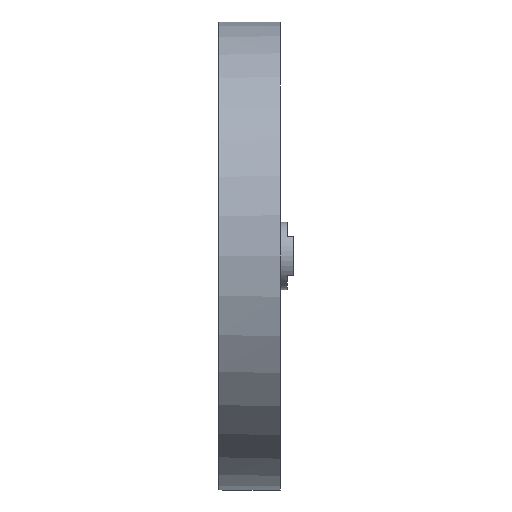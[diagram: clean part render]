
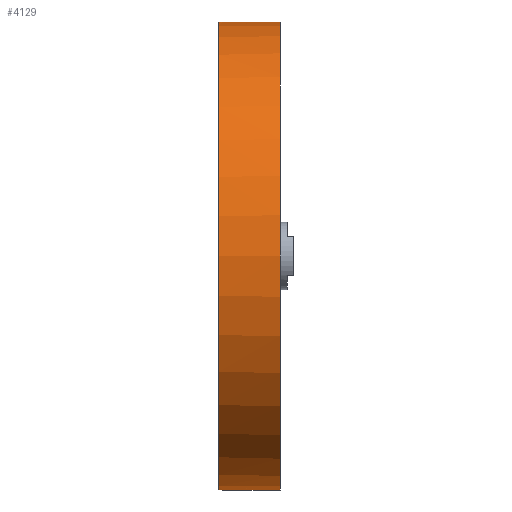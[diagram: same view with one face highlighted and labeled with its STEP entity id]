
A CAD part, left-side view. The second image highlights one B-rep face of the part: STEP entity #4129.
In plain terms, the highlighted cylindrical face has radius 57.15 mm (diameter 114.3 mm), a partial arc.
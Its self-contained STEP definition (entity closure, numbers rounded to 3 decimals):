
#16 = DIRECTION ( 'NONE',  ( 0., 0., 1. ) ) ;
#156 = CARTESIAN_POINT ( 'NONE',  ( -1., -0.132, 57.141 ) ) ;
#173 = CARTESIAN_POINT ( 'NONE',  ( -0.503, -0.874, 57.148 ) ) ;
#193 = B_SPLINE_CURVE_WITH_KNOTS ( 'NONE', 3,
 ( #3603, #156, #3956, #1871, #4300, #2230, #173, #2578, #513, #2913 ),
 .UNSPECIFIED., .F., .F.,
 ( 4, 2, 2, 2, 4 ),
 ( 0., 0., 0.001, 0.001, 0.002 ),
 .UNSPECIFIED. ) ;
#288 = FACE_OUTER_BOUND ( 'NONE', #4440, .T. ) ;
#353 = CARTESIAN_POINT ( 'NONE',  ( -1., 0., -57.141 ) ) ;
#399 = DIRECTION ( 'NONE',  ( 0., 1., 0. ) ) ;
#513 = CARTESIAN_POINT ( 'NONE',  ( -0.13, -1., 57.15 ) ) ;
#570 = VECTOR ( 'NONE', #3092, 1000. ) ;
#685 = CARTESIAN_POINT ( 'NONE',  ( 0., -15., -57.15 ) ) ;
#688 = ORIENTED_EDGE ( 'NONE', *, *, #2369, .F. ) ;
#689 = CARTESIAN_POINT ( 'NONE',  ( -1., -0.132, -57.141 ) ) ;
#722 = VECTOR ( 'NONE', #2493, 1000. ) ;
#765 = ORIENTED_EDGE ( 'NONE', *, *, #3505, .T. ) ;
#869 = ORIENTED_EDGE ( 'NONE', *, *, #1531, .T. ) ;
#926 = DIRECTION ( 'NONE',  ( 0., 0., 1. ) ) ;
#942 = CARTESIAN_POINT ( 'NONE',  ( 0., -15., 0. ) ) ;
#1035 = CARTESIAN_POINT ( 'NONE',  ( -0.874, -0.504, -57.143 ) ) ;
#1097 = CIRCLE ( 'NONE', #3211, 57.15 ) ;
#1227 = ORIENTED_EDGE ( 'NONE', *, *, #1608, .F. ) ;
#1294 = DIRECTION ( 'NONE',  ( 0., 1., 0. ) ) ;
#1295 = VERTEX_POINT ( 'NONE', #1409 ) ;
#1386 = CARTESIAN_POINT ( 'NONE',  ( -0.615, -0.8, -57.147 ) ) ;
#1409 = CARTESIAN_POINT ( 'NONE',  ( -1., 0., 57.141 ) ) ;
#1531 = EDGE_CURVE ( 'NONE', #2597, #2055, #3079, .T. ) ;
#1589 = LINE ( 'NONE', #685, #570 ) ;
#1608 = EDGE_CURVE ( 'NONE', #2597, #1295, #3284, .T. ) ;
#1720 = CARTESIAN_POINT ( 'NONE',  ( -0.262, -0.974, -57.15 ) ) ;
#1762 = ORIENTED_EDGE ( 'NONE', *, *, #2629, .F. ) ;
#1765 = CARTESIAN_POINT ( 'NONE',  ( 0., -15., 57.15 ) ) ;
#1871 = CARTESIAN_POINT ( 'NONE',  ( -0.874, -0.504, 57.143 ) ) ;
#2055 = VERTEX_POINT ( 'NONE', #3400 ) ;
#2064 = DIRECTION ( 'NONE',  ( 0., 1., 0. ) ) ;
#2072 = CARTESIAN_POINT ( 'NONE',  ( 0., -1., -57.15 ) ) ;
#2135 = CARTESIAN_POINT ( 'NONE',  ( 0., -15., 57.15 ) ) ;
#2230 = CARTESIAN_POINT ( 'NONE',  ( -0.615, -0.8, 57.147 ) ) ;
#2340 = AXIS2_PLACEMENT_3D ( 'NONE', #942, #1294, #926 ) ;
#2369 = EDGE_CURVE ( 'NONE', #4091, #2055, #1589, .T. ) ;
#2465 = CARTESIAN_POINT ( 'NONE',  ( 0., 0., 0. ) ) ;
#2493 = DIRECTION ( 'NONE',  ( 0., 1., 0. ) ) ;
#2505 = VERTEX_POINT ( 'NONE', #2135 ) ;
#2549 = CARTESIAN_POINT ( 'NONE',  ( -1., 0., -57.141 ) ) ;
#2565 = LINE ( 'NONE', #1765, #722 ) ;
#2569 = ORIENTED_EDGE ( 'NONE', *, *, #3656, .T. ) ;
#2578 = CARTESIAN_POINT ( 'NONE',  ( -0.262, -0.974, 57.15 ) ) ;
#2597 = VERTEX_POINT ( 'NONE', #2549 ) ;
#2629 = EDGE_CURVE ( 'NONE', #1295, #3383, #193, .T. ) ;
#2799 = DIRECTION ( 'NONE',  ( 0., 0., 1. ) ) ;
#2913 = CARTESIAN_POINT ( 'NONE',  ( 0., -1., 57.15 ) ) ;
#2956 = AXIS2_PLACEMENT_3D ( 'NONE', #2465, #399, #2799 ) ;
#3079 = B_SPLINE_CURVE_WITH_KNOTS ( 'NONE', 3,
 ( #353, #689, #3098, #1035, #3456, #1386, #3807, #1720, #4152, #2072 ),
 .UNSPECIFIED., .F., .F.,
 ( 4, 2, 2, 2, 4 ),
 ( 0., 0., 0.001, 0.001, 0.002 ),
 .UNSPECIFIED. ) ;
#3092 = DIRECTION ( 'NONE',  ( 0., 1., 0. ) ) ;
#3097 = CARTESIAN_POINT ( 'NONE',  ( 0., -1., 57.15 ) ) ;
#3098 = CARTESIAN_POINT ( 'NONE',  ( -0.974, -0.262, -57.142 ) ) ;
#3211 = AXIS2_PLACEMENT_3D ( 'NONE', #4145, #2064, #16 ) ;
#3284 = CIRCLE ( 'NONE', #2956, 57.15 ) ;
#3346 = CARTESIAN_POINT ( 'NONE',  ( 0., -15., -57.15 ) ) ;
#3383 = VERTEX_POINT ( 'NONE', #3097 ) ;
#3400 = CARTESIAN_POINT ( 'NONE',  ( 0., -1., -57.15 ) ) ;
#3456 = CARTESIAN_POINT ( 'NONE',  ( -0.799, -0.615, -57.144 ) ) ;
#3505 = EDGE_CURVE ( 'NONE', #2505, #3383, #2565, .T. ) ;
#3603 = CARTESIAN_POINT ( 'NONE',  ( -1., 0., 57.141 ) ) ;
#3656 = EDGE_CURVE ( 'NONE', #4091, #2505, #1097, .T. ) ;
#3807 = CARTESIAN_POINT ( 'NONE',  ( -0.503, -0.874, -57.148 ) ) ;
#3956 = CARTESIAN_POINT ( 'NONE',  ( -0.974, -0.262, 57.142 ) ) ;
#4091 = VERTEX_POINT ( 'NONE', #3346 ) ;
#4129 = ADVANCED_FACE ( 'NONE', ( #288 ), #4405, .T. ) ;
#4145 = CARTESIAN_POINT ( 'NONE',  ( 0., -15., 0. ) ) ;
#4152 = CARTESIAN_POINT ( 'NONE',  ( -0.13, -1., -57.15 ) ) ;
#4300 = CARTESIAN_POINT ( 'NONE',  ( -0.799, -0.615, 57.144 ) ) ;
#4405 = CYLINDRICAL_SURFACE ( 'NONE', #2340, 57.15 ) ;
#4440 = EDGE_LOOP ( 'NONE', ( #688, #2569, #765, #1762, #1227, #869 ) ) ;
